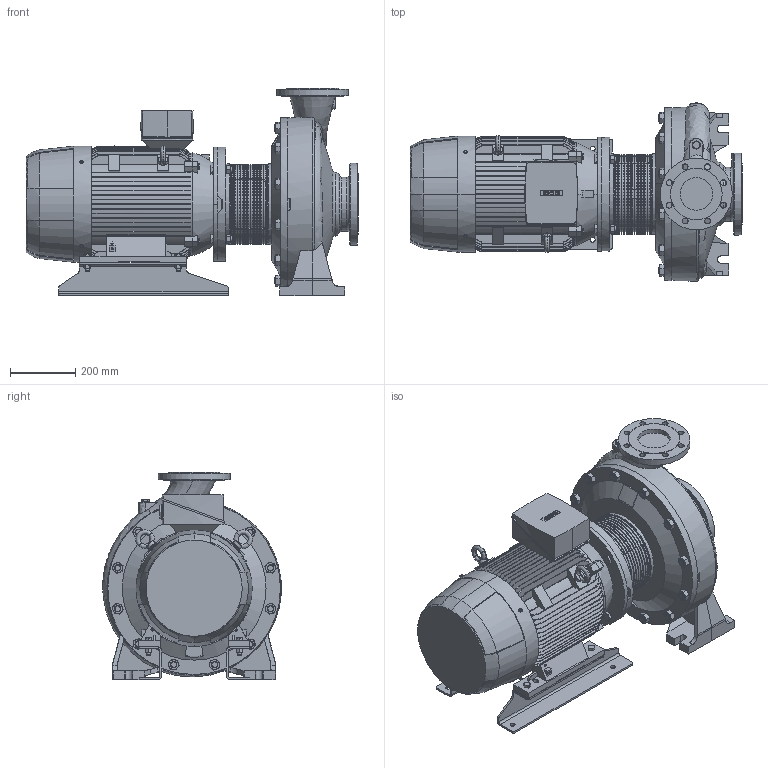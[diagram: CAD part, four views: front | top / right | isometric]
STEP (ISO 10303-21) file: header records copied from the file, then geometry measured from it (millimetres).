
FILE_DESCRIPTION(('STEP AP214'),'2;1');
FILE_NAME('4_93_494_07_REV01.stp','2023-03-10T11:46:36',(''),(''),'2016.1.120','THINKDESIGN','');
FILE_SCHEMA(('AUTOMOTIVE_DESIGN'));
Bounding box: 1017.8 x 547.65 x 635 mm (x, y, z)
Volume: 103590254.3 mm3; surface area: 3478916.9 mm2
Topology: 1 solids, 1 shells, 2067 faces, 9100 edges, 7161 vertices
Faces by surface type: plane 1117, bspline 579, cylinder 371
Full cylindrical faces by diameter (mm): 12 x8, 15 x10, 16 x8, 18 x16, 18.5 x4, 20 x12, 22 x2, 24 x2, 100 x1, 125 x1, 165 x1, 220 x1, 246 x1
Entity records: 178807 total; most frequent: CARTESIAN_POINT 91651, DIRECTION 13873, ORIENTED_EDGE 11310, EDGE_CURVE 5655, AXIS2_PLACEMENT_3D 4779, VECTOR 4315, LINE 4315, VERTEX_POINT 3721
